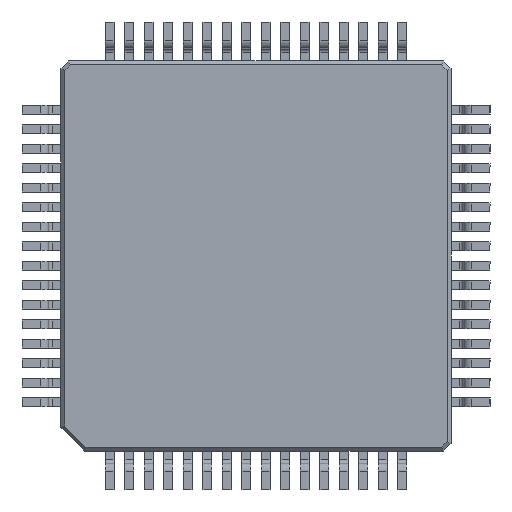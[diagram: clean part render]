
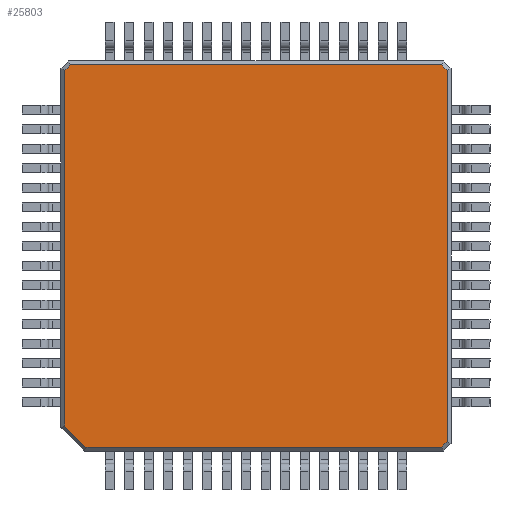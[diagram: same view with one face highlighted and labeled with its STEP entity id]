
A CAD part, front view. The second image highlights one B-rep face of the part: STEP entity #25803.
In plain terms, the highlighted planar face has unit normal (0, -1, 0).
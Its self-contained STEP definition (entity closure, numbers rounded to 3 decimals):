
#98 = VERTEX_POINT ( 'NONE', #34150 ) ;
#525 = EDGE_CURVE ( 'NONE', #33849, #2832, #20522, .T. ) ;
#822 = DIRECTION ( 'NONE',  ( -1., 0., 0. ) ) ;
#1948 = CARTESIAN_POINT ( 'NONE',  ( -4.759, -0.6, 4.9 ) ) ;
#2009 = LINE ( 'NONE', #24381, #15282 ) ;
#2325 = ORIENTED_EDGE ( 'NONE', *, *, #23492, .T. ) ;
#2475 = CARTESIAN_POINT ( 'NONE',  ( 4.759, -0.6, 4.9 ) ) ;
#2832 = VERTEX_POINT ( 'NONE', #32324 ) ;
#3218 = DIRECTION ( 'NONE',  ( 0.707, 0., 0.707 ) ) ;
#3841 = EDGE_CURVE ( 'NONE', #2832, #33255, #16264, .T. ) ;
#3895 = CARTESIAN_POINT ( 'NONE',  ( -4.9, -0.6, -4.4 ) ) ;
#4098 = DIRECTION ( 'NONE',  ( 0., 0., 1. ) ) ;
#5022 = AXIS2_PLACEMENT_3D ( 'NONE', #8261, #26692, #10913 ) ;
#5551 = PLANE ( 'NONE',  #5022 ) ;
#6591 = DIRECTION ( 'NONE',  ( 0., 0., -1. ) ) ;
#7178 = VECTOR ( 'NONE', #33906, 1000. ) ;
#7846 = DIRECTION ( 'NONE',  ( 1., 0., 0. ) ) ;
#8205 = ORIENTED_EDGE ( 'NONE', *, *, #27592, .T. ) ;
#8261 = CARTESIAN_POINT ( 'NONE',  ( -5., -0.6, -5. ) ) ;
#9243 = VECTOR ( 'NONE', #18315, 1000. ) ;
#9553 = CARTESIAN_POINT ( 'NONE',  ( 4.9, -0.6, 4.8 ) ) ;
#9886 = VERTEX_POINT ( 'NONE', #13034 ) ;
#9977 = ORIENTED_EDGE ( 'NONE', *, *, #15272, .T. ) ;
#10913 = DIRECTION ( 'NONE',  ( 0., 0., -1. ) ) ;
#11170 = EDGE_CURVE ( 'NONE', #98, #33849, #2009, .T. ) ;
#11386 = EDGE_LOOP ( 'NONE', ( #29974, #21218, #2325, #26924, #21832, #12573, #8205, #9977 ) ) ;
#12573 = ORIENTED_EDGE ( 'NONE', *, *, #3841, .T. ) ;
#12684 = VECTOR ( 'NONE', #822, 1000. ) ;
#13034 = CARTESIAN_POINT ( 'NONE',  ( -4.9, -0.6, -4.359 ) ) ;
#13316 = DIRECTION ( 'NONE',  ( 0.707, 0., -0.707 ) ) ;
#15272 = EDGE_CURVE ( 'NONE', #26116, #27779, #18733, .T. ) ;
#15282 = VECTOR ( 'NONE', #3218, 1000. ) ;
#15489 = CARTESIAN_POINT ( 'NONE',  ( -4.929, -0.6, 4.729 ) ) ;
#16264 = LINE ( 'NONE', #28473, #9243 ) ;
#16949 = FACE_OUTER_BOUND ( 'NONE', #11386, .T. ) ;
#17377 = LINE ( 'NONE', #3895, #31373 ) ;
#18315 = DIRECTION ( 'NONE',  ( -0.707, 0., 0.707 ) ) ;
#18733 = LINE ( 'NONE', #15489, #7178 ) ;
#20522 = LINE ( 'NONE', #9553, #33694 ) ;
#21218 = ORIENTED_EDGE ( 'NONE', *, *, #32215, .T. ) ;
#21566 = CARTESIAN_POINT ( 'NONE',  ( -4.359, -0.6, -4.9 ) ) ;
#21832 = ORIENTED_EDGE ( 'NONE', *, *, #525, .T. ) ;
#21852 = VECTOR ( 'NONE', #7846, 1000. ) ;
#22638 = EDGE_CURVE ( 'NONE', #27779, #9886, #17377, .T. ) ;
#23492 = EDGE_CURVE ( 'NONE', #32811, #98, #28867, .T. ) ;
#24381 = CARTESIAN_POINT ( 'NONE',  ( 4.929, -0.6, -4.729 ) ) ;
#25192 = CARTESIAN_POINT ( 'NONE',  ( -4.9, -0.6, 4.759 ) ) ;
#25425 = VECTOR ( 'NONE', #13316, 1000. ) ;
#25803 = ADVANCED_FACE ( 'NONE', ( #16949 ), #5551, .T. ) ;
#26116 = VERTEX_POINT ( 'NONE', #1948 ) ;
#26264 = CARTESIAN_POINT ( 'NONE',  ( 4.8, -0.6, -4.9 ) ) ;
#26692 = DIRECTION ( 'NONE',  ( 0., -1., 0. ) ) ;
#26924 = ORIENTED_EDGE ( 'NONE', *, *, #11170, .T. ) ;
#27592 = EDGE_CURVE ( 'NONE', #33255, #26116, #33665, .T. ) ;
#27779 = VERTEX_POINT ( 'NONE', #25192 ) ;
#28473 = CARTESIAN_POINT ( 'NONE',  ( 4.729, -0.6, 4.929 ) ) ;
#28867 = LINE ( 'NONE', #26264, #21852 ) ;
#29096 = CARTESIAN_POINT ( 'NONE',  ( -4.329, -0.6, -4.929 ) ) ;
#29974 = ORIENTED_EDGE ( 'NONE', *, *, #22638, .T. ) ;
#31373 = VECTOR ( 'NONE', #6591, 1000. ) ;
#31584 = LINE ( 'NONE', #29096, #25425 ) ;
#32215 = EDGE_CURVE ( 'NONE', #9886, #32811, #31584, .T. ) ;
#32324 = CARTESIAN_POINT ( 'NONE',  ( 4.9, -0.6, 4.759 ) ) ;
#32425 = CARTESIAN_POINT ( 'NONE',  ( -4.8, -0.6, 4.9 ) ) ;
#32811 = VERTEX_POINT ( 'NONE', #21566 ) ;
#33255 = VERTEX_POINT ( 'NONE', #2475 ) ;
#33665 = LINE ( 'NONE', #32425, #12684 ) ;
#33694 = VECTOR ( 'NONE', #4098, 1000. ) ;
#33849 = VERTEX_POINT ( 'NONE', #34040 ) ;
#33906 = DIRECTION ( 'NONE',  ( -0.707, 0., -0.707 ) ) ;
#34040 = CARTESIAN_POINT ( 'NONE',  ( 4.9, -0.6, -4.759 ) ) ;
#34150 = CARTESIAN_POINT ( 'NONE',  ( 4.759, -0.6, -4.9 ) ) ;
